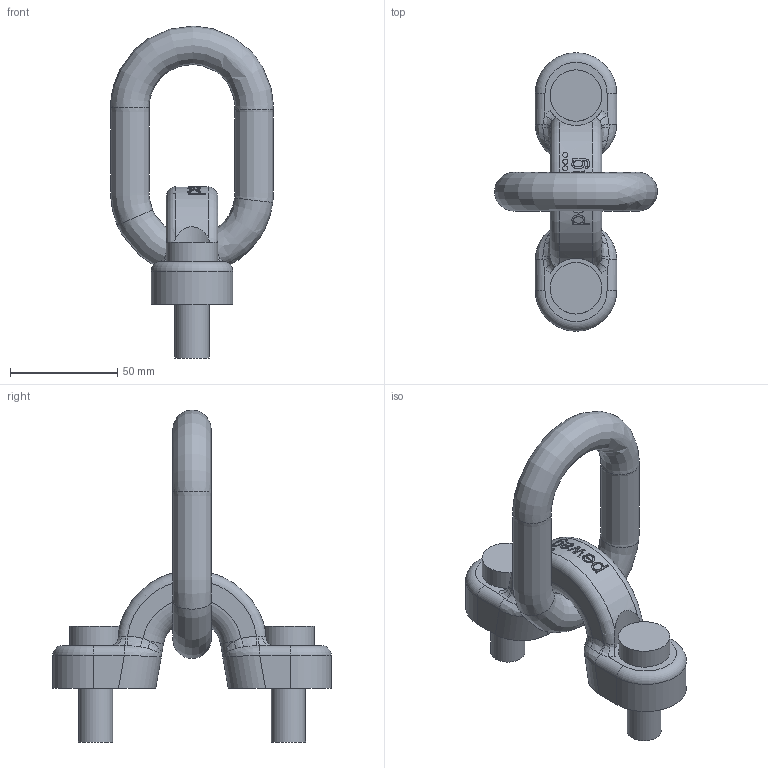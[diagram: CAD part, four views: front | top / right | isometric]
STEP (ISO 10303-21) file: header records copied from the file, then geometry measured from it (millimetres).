
FILE_DESCRIPTION(/* description */ (''),/* implementation_level */ '2;1');
FILE_NAME(/* name */ 'AOR_10.stp',/* time_stamp */ '2017-10-30T10:52:04+01:00',/* author */ (''),/* organization */ (''),/* preprocessor_version */ 'ST-DEVELOPER v16',/* originating_system */ 'SIEMENS PLM Software NX 11.0',/* authorisation */ '');
FILE_SCHEMA (('AUTOMOTIVE_DESIGN { 1 0 10303 214 3 1 1 1 }'));
Length unit declared in the file: millimetre
Products named in the file (1): mum6A885102mql8
Bounding box: 76.01 x 130 x 154.99 mm (x, y, z)
Volume: 182407.5 mm3; surface area: 41016 mm2
Topology: 4 solids, 4 shells, 175 faces, 426 edges, 267 vertices
Faces by surface type: plane 56, extrusion 45, cylinder 34, bspline 32, torus 8
Full cylindrical faces by diameter (mm): 2.4 x3, 16 x2, 18 x2, 24 x2
Entity records: 7986 total; most frequent: CARTESIAN_POINT 3705, ORIENTED_EDGE 816, DIRECTION 563, EDGE_CURVE 408, VERTEX_POINT 266, B_SPLINE_CURVE_WITH_KNOTS 232, EDGE_LOOP 206, AXIS2_PLACEMENT_3D 202
